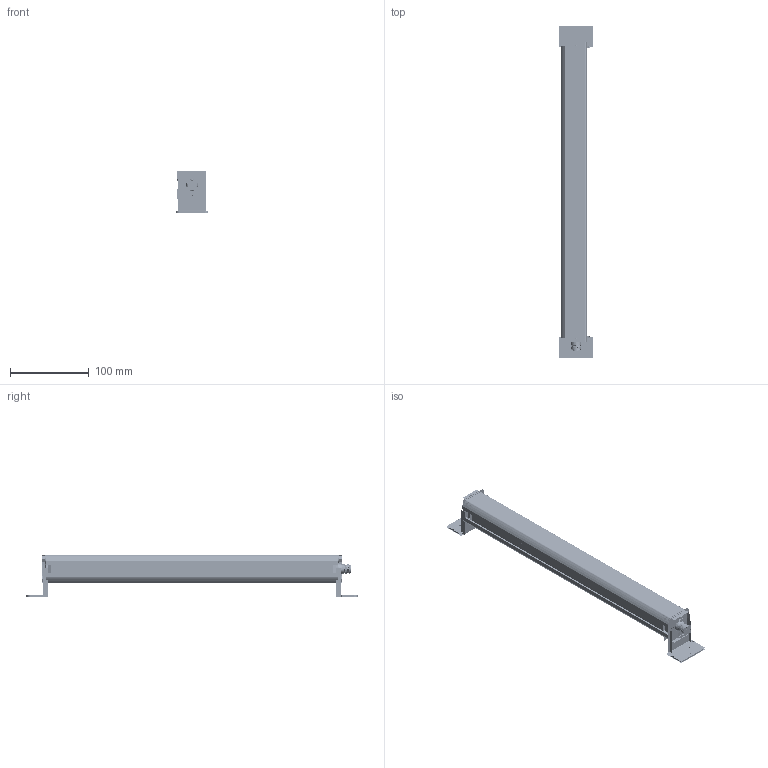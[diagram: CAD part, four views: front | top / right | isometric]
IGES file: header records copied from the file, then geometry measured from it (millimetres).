
Start section:  PTC IGES file: 141911_sm01.igs
Global section: file name: 141911_sm01.igs; native system: Creo Parametric by PTC Inc.; preprocessor: 2022414; author: banengservice; organization: Unknown; date: 20250709.124327; units: millimetre
Bounding box: 43.06 x 421 x 53.7 mm (x, y, z)
Volume: 377560.4 mm3; surface area: 357400.8 mm2
Topology: 3 solids, 3 shells, 3536 faces, 19732 edges, 24960 vertices
Faces by surface type: bspline 1822, revolution 1714
